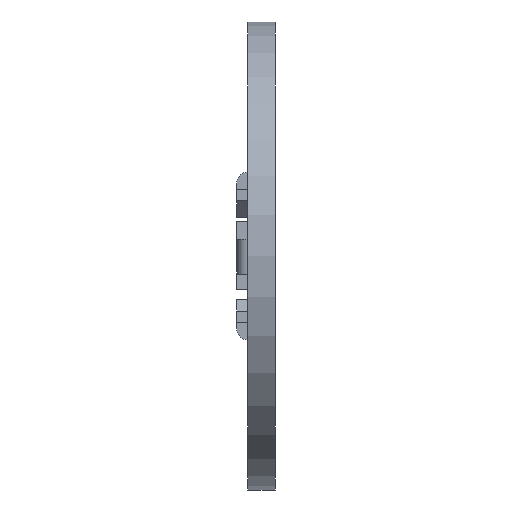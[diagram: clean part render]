
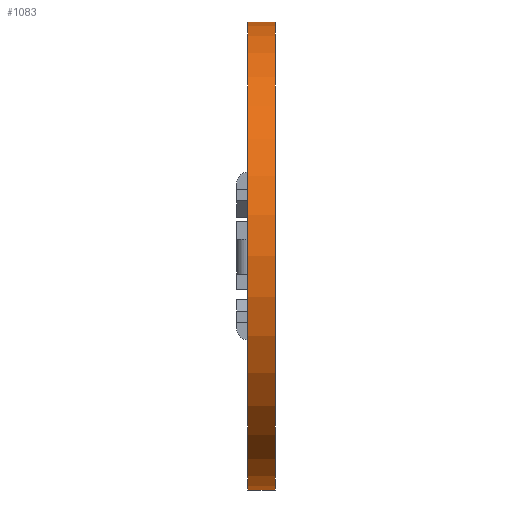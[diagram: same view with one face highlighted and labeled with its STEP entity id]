
A CAD part, left-side view. The second image highlights one B-rep face of the part: STEP entity #1083.
In plain terms, the highlighted cylindrical face has radius 42.5 mm (diameter 85 mm), a full revolution.
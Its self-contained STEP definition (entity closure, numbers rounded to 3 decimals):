
#123=FACE_OUTER_BOUND('',#178,.T.);
#178=EDGE_LOOP('',(#964,#965,#966,#967));
#323=LINE('',#1746,#464);
#464=VECTOR('',#1435,42.5);
#473=CIRCLE('',#1162,42.5);
#474=CIRCLE('',#1163,42.5);
#571=VERTEX_POINT('',#1743);
#572=VERTEX_POINT('',#1745);
#721=EDGE_CURVE('',#571,#571,#473,.T.);
#722=EDGE_CURVE('',#571,#572,#323,.T.);
#723=EDGE_CURVE('',#572,#572,#474,.T.);
#964=ORIENTED_EDGE('',*,*,#721,.F.);
#965=ORIENTED_EDGE('',*,*,#722,.T.);
#966=ORIENTED_EDGE('',*,*,#723,.T.);
#967=ORIENTED_EDGE('',*,*,#722,.F.);
#1030=CYLINDRICAL_SURFACE('',#1161,42.5);
#1083=ADVANCED_FACE('',(#123),#1030,.T.);
#1161=AXIS2_PLACEMENT_3D('',#1742,#1431,#1432);
#1162=AXIS2_PLACEMENT_3D('',#1744,#1433,#1434);
#1163=AXIS2_PLACEMENT_3D('',#1747,#1436,#1437);
#1431=DIRECTION('center_axis',(0.,1.,0.));
#1432=DIRECTION('ref_axis',(-1.,0.,0.));
#1433=DIRECTION('center_axis',(0.,1.,0.));
#1434=DIRECTION('ref_axis',(-1.,0.,0.));
#1435=DIRECTION('',(0.,-1.,0.));
#1436=DIRECTION('center_axis',(0.,1.,0.));
#1437=DIRECTION('ref_axis',(-1.,0.,0.));
#1742=CARTESIAN_POINT('Origin',(0.,26.35,0.));
#1743=CARTESIAN_POINT('',(42.5,31.35,0.));
#1744=CARTESIAN_POINT('Origin',(0.,31.35,0.));
#1745=CARTESIAN_POINT('',(42.5,26.35,0.));
#1746=CARTESIAN_POINT('',(42.5,26.35,0.));
#1747=CARTESIAN_POINT('Origin',(0.,26.35,0.));
